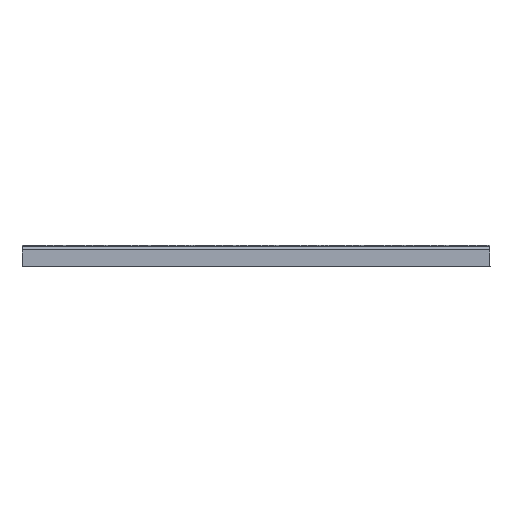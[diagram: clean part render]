
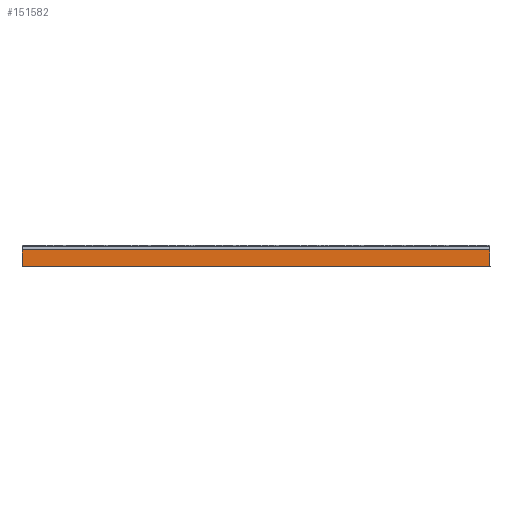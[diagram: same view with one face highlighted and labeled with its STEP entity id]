
A CAD part, front view. The second image highlights one B-rep face of the part: STEP entity #151582.
In plain terms, the highlighted planar face has unit normal (0, -0.999, 0.035).
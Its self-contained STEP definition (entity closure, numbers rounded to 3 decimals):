
#13629 = CARTESIAN_POINT ( 'NONE',  ( 143., -32.299, -1.548 ) ) ;
#14115 = CARTESIAN_POINT ( 'NONE',  ( -143., -32.299, -1.548 ) ) ;
#34077 = DIRECTION ( 'NONE',  ( 0.017, 0.035, 0.999 ) ) ;
#34594 = FACE_OUTER_BOUND ( 'NONE', #266895, .T. ) ;
#38693 = LINE ( 'NONE', #224979, #180155 ) ;
#52675 = ORIENTED_EDGE ( 'NONE', *, *, #170082, .T. ) ;
#64479 = CARTESIAN_POINT ( 'NONE',  ( 143., -31.941, 8.703 ) ) ;
#79462 = AXIS2_PLACEMENT_3D ( 'NONE', #200454, #123848, #201981 ) ;
#90754 = ORIENTED_EDGE ( 'NONE', *, *, #167262, .F. ) ;
#90782 = CARTESIAN_POINT ( 'NONE',  ( -142.821, -31.941, 8.703 ) ) ;
#102641 = LINE ( 'NONE', #129196, #164184 ) ;
#118818 = VECTOR ( 'NONE', #253417, 1000. ) ;
#123848 = DIRECTION ( 'NONE',  ( 0., -0.999, 0.035 ) ) ;
#129196 = CARTESIAN_POINT ( 'NONE',  ( 142.821, -31.941, 8.7 ) ) ;
#134526 = CARTESIAN_POINT ( 'NONE',  ( 143., -32.299, -1.548 ) ) ;
#135673 = EDGE_CURVE ( 'NONE', #156159, #283029, #102641, .T. ) ;
#136452 = LINE ( 'NONE', #64479, #175445 ) ;
#151582 = ADVANCED_FACE ( 'NONE', ( #34594 ), #222378, .T. ) ;
#156159 = VERTEX_POINT ( 'NONE', #13629 ) ;
#164184 = VECTOR ( 'NONE', #198079, 1000. ) ;
#167262 = EDGE_CURVE ( 'NONE', #239543, #268370, #38693, .T. ) ;
#170082 = EDGE_CURVE ( 'NONE', #283029, #268370, #136452, .T. ) ;
#175445 = VECTOR ( 'NONE', #252264, 1000. ) ;
#180155 = VECTOR ( 'NONE', #34077, 1000. ) ;
#198079 = DIRECTION ( 'NONE',  ( -0.017, 0.035, 0.999 ) ) ;
#200454 = CARTESIAN_POINT ( 'NONE',  ( 143., -31.941, 8.703 ) ) ;
#201981 = DIRECTION ( 'NONE',  ( 0., -0.035, -0.999 ) ) ;
#222378 = PLANE ( 'NONE',  #79462 ) ;
#224979 = CARTESIAN_POINT ( 'NONE',  ( -142.734, -31.767, 13.687 ) ) ;
#233047 = ORIENTED_EDGE ( 'NONE', *, *, #135673, .T. ) ;
#239543 = VERTEX_POINT ( 'NONE', #14115 ) ;
#245317 = CARTESIAN_POINT ( 'NONE',  ( 142.821, -31.941, 8.703 ) ) ;
#252264 = DIRECTION ( 'NONE',  ( -1., 0., 0. ) ) ;
#253417 = DIRECTION ( 'NONE',  ( -1., 0., 0. ) ) ;
#264580 = ORIENTED_EDGE ( 'NONE', *, *, #302431, .F. ) ;
#266895 = EDGE_LOOP ( 'NONE', ( #52675, #90754, #264580, #233047 ) ) ;
#268370 = VERTEX_POINT ( 'NONE', #90782 ) ;
#276884 = LINE ( 'NONE', #134526, #118818 ) ;
#283029 = VERTEX_POINT ( 'NONE', #245317 ) ;
#302431 = EDGE_CURVE ( 'NONE', #156159, #239543, #276884, .T. ) ;
